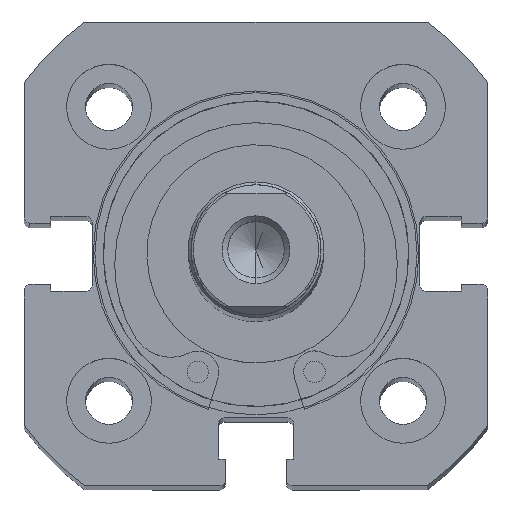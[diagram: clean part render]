
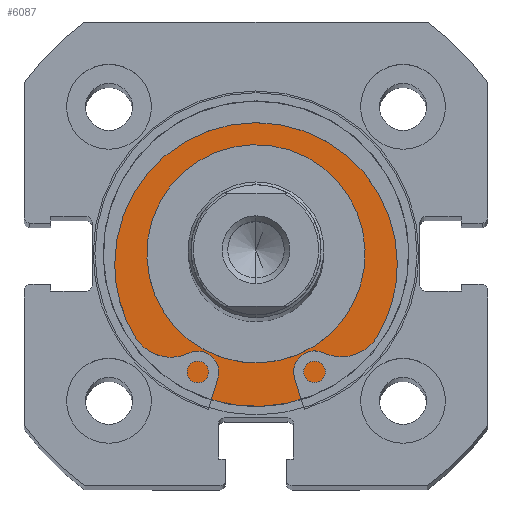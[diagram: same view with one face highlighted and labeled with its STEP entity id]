
A CAD part, top view. The second image highlights one B-rep face of the part: STEP entity #6087.
In plain terms, the highlighted face is planar.
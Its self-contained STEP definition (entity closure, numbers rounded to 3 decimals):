
#1298 = CIRCLE ( 'NONE', #2099, 9.65 ) ;
#1470 = CIRCLE ( 'NONE', #2162, 13.5 ) ;
#1490 = CIRCLE ( 'NONE', #2166, 9.65 ) ;
#1618 = CIRCLE ( 'NONE', #2208, 13.5 ) ;
#1784 = EDGE_CURVE ( 'NONE', #3112, #3088, #1298, .T. ) ;
#1908 = EDGE_CURVE ( 'NONE', #2694, #2716, #1470, .T. ) ;
#1920 = EDGE_CURVE ( 'NONE', #3088, #3112, #1490, .T. ) ;
#2099 = AXIS2_PLACEMENT_3D ( 'NONE', #3419, #3421, #3422 ) ;
#2162 = AXIS2_PLACEMENT_3D ( 'NONE', #3758, #3766, #3767 ) ;
#2166 = AXIS2_PLACEMENT_3D ( 'NONE', #3782, #3797, #3798 ) ;
#2208 = AXIS2_PLACEMENT_3D ( 'NONE', #4324, #4326, #4327 ) ;
#2362 = AXIS2_PLACEMENT_3D ( 'NONE', #5386, #5388, #5389 ) ;
#2555 = ORIENTED_EDGE ( 'NONE', *, *, #1920, .F. ) ;
#2603 = ORIENTED_EDGE ( 'NONE', *, *, #1908, .T. ) ;
#2615 = ORIENTED_EDGE ( 'NONE', *, *, #1784, .F. ) ;
#2666 = ORIENTED_EDGE ( 'NONE', *, *, #5795, .T. ) ;
#2694 = VERTEX_POINT ( 'NONE', #4027 ) ;
#2716 = VERTEX_POINT ( 'NONE', #4033 ) ;
#3088 = VERTEX_POINT ( 'NONE', #4279 ) ;
#3112 = VERTEX_POINT ( 'NONE', #4292 ) ;
#3419 = CARTESIAN_POINT ( 'NONE',  ( 2., 0., 0. ) ) ;
#3421 = DIRECTION ( 'NONE',  ( -1., 0., 0. ) ) ;
#3422 = DIRECTION ( 'NONE',  ( 0., 0., 1. ) ) ;
#3758 = CARTESIAN_POINT ( 'NONE',  ( 2., 0., 0. ) ) ;
#3766 = DIRECTION ( 'NONE',  ( -1., 0., 0. ) ) ;
#3767 = DIRECTION ( 'NONE',  ( 0., 0., 1. ) ) ;
#3782 = CARTESIAN_POINT ( 'NONE',  ( 2., 0., 0. ) ) ;
#3797 = DIRECTION ( 'NONE',  ( -1., 0., 0. ) ) ;
#3798 = DIRECTION ( 'NONE',  ( 0., 0., 1. ) ) ;
#4027 = CARTESIAN_POINT ( 'NONE',  ( 2., 0., -13.5 ) ) ;
#4033 = CARTESIAN_POINT ( 'NONE',  ( 2., 0., 13.5 ) ) ;
#4279 = CARTESIAN_POINT ( 'NONE',  ( 2., 0., -9.65 ) ) ;
#4292 = CARTESIAN_POINT ( 'NONE',  ( 2., 0., 9.65 ) ) ;
#4324 = CARTESIAN_POINT ( 'NONE',  ( 2., 0., 0. ) ) ;
#4326 = DIRECTION ( 'NONE',  ( -1., 0., 0. ) ) ;
#4327 = DIRECTION ( 'NONE',  ( 0., 0., 1. ) ) ;
#4687 = FACE_BOUND ( 'NONE', #5871, .T. ) ;
#4693 = FACE_OUTER_BOUND ( 'NONE', #5869, .T. ) ;
#5386 = CARTESIAN_POINT ( 'NONE',  ( 2., 13.5, 0. ) ) ;
#5387 = PLANE ( 'NONE',  #2362 ) ;
#5388 = DIRECTION ( 'NONE',  ( 1., 0., 0. ) ) ;
#5389 = DIRECTION ( 'NONE',  ( 0., 0., -1. ) ) ;
#5795 = EDGE_CURVE ( 'NONE', #2716, #2694, #1618, .T. ) ;
#5869 = EDGE_LOOP ( 'NONE', ( #2666, #2603 ) ) ;
#5871 = EDGE_LOOP ( 'NONE', ( #2615, #2555 ) ) ;
#6087 = ADVANCED_FACE ( 'NONE', ( #4687, #4693 ), #5387, .F. ) ;
